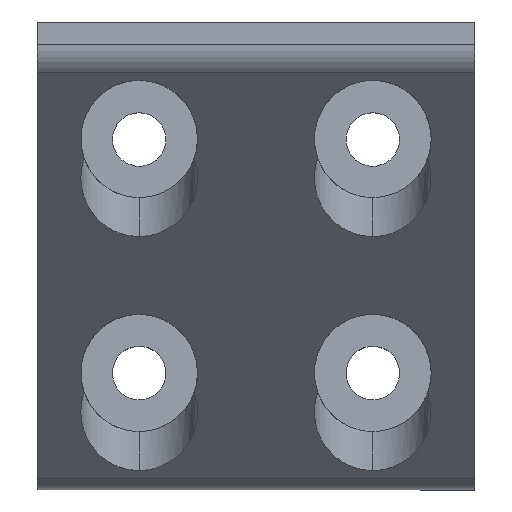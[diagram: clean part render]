
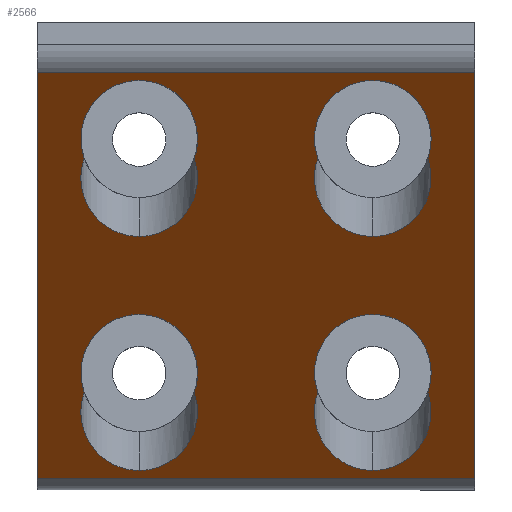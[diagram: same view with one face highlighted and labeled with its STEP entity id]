
A CAD part, top view. The second image highlights one B-rep face of the part: STEP entity #2566.
In plain terms, the highlighted planar face has unit normal (0, -0.707, 0.707).
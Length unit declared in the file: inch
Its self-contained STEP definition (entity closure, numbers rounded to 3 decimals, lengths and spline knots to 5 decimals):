
#481=CARTESIAN_POINT('',(0.75,-1.875,1.375));
#482=VERTEX_POINT('',#481);
#489=CARTESIAN_POINT('',(0.39645,-2.375,0.875));
#490=VERTEX_POINT('',#489);
#491=CARTESIAN_POINT('',(0.75,-2.25,1.));
#492=DIRECTION('',(0.,0.707,-0.707));
#493=DIRECTION('',(0.,0.707,0.707));
#494=AXIS2_PLACEMENT_3D('',#491,#492,#493);
#495=ELLIPSE('',#494,0.53033,0.375);
#496=EDGE_CURVE('',#490,#482,#495,.T.);
#516=CARTESIAN_POINT('',(0.75,-1.375,1.875));
#517=VERTEX_POINT('',#516);
#533=CARTESIAN_POINT('',(0.39645,-0.875,2.375));
#534=VERTEX_POINT('',#533);
#542=CARTESIAN_POINT('',(0.75,-1.0,2.25));
#543=DIRECTION('',(0.,0.707,-0.707));
#544=DIRECTION('',(0.,0.707,0.707));
#545=AXIS2_PLACEMENT_3D('',#542,#543,#544);
#546=ELLIPSE('',#545,0.53033,0.375);
#547=EDGE_CURVE('',#517,#534,#546,.T.);
#665=CARTESIAN_POINT('',(0.75,-2.875,0.375));
#666=VERTEX_POINT('',#665);
#675=CARTESIAN_POINT('',(0.75,-2.5,0.75));
#676=DIRECTION('',(0.,0.707,-0.707));
#677=DIRECTION('',(0.,0.707,0.707));
#678=AXIS2_PLACEMENT_3D('',#675,#676,#677);
#679=ELLIPSE('',#678,0.53033,0.375);
#680=EDGE_CURVE('',#666,#490,#679,.T.);
#690=CARTESIAN_POINT('',(0.75,-0.375,2.875));
#691=VERTEX_POINT('',#690);
#698=CARTESIAN_POINT('',(0.75,-0.75,2.5));
#699=DIRECTION('',(0.,0.707,-0.707));
#700=DIRECTION('',(0.,0.707,0.707));
#701=AXIS2_PLACEMENT_3D('',#698,#699,#700);
#702=ELLIPSE('',#701,0.53033,0.375);
#703=EDGE_CURVE('',#534,#691,#702,.T.);
#1028=CARTESIAN_POINT('',(-0.75,-1.875,1.375));
#1029=VERTEX_POINT('',#1028);
#1036=CARTESIAN_POINT('',(-1.10355,-2.375,0.875));
#1037=VERTEX_POINT('',#1036);
#1038=CARTESIAN_POINT('',(-0.75,-2.25,1.));
#1039=DIRECTION('',(0.,0.707,-0.707));
#1040=DIRECTION('',(0.,0.707,0.707));
#1041=AXIS2_PLACEMENT_3D('',#1038,#1039,#1040);
#1042=ELLIPSE('',#1041,0.53033,0.375);
#1043=EDGE_CURVE('',#1037,#1029,#1042,.T.);
#1063=CARTESIAN_POINT('',(-0.75,-1.375,1.875));
#1064=VERTEX_POINT('',#1063);
#1080=CARTESIAN_POINT('',(-1.10355,-0.875,2.375));
#1081=VERTEX_POINT('',#1080);
#1089=CARTESIAN_POINT('',(-0.75,-1.0,2.25));
#1090=DIRECTION('',(0.,0.707,-0.707));
#1091=DIRECTION('',(0.,0.707,0.707));
#1092=AXIS2_PLACEMENT_3D('',#1089,#1090,#1091);
#1093=ELLIPSE('',#1092,0.53033,0.375);
#1094=EDGE_CURVE('',#1064,#1081,#1093,.T.);
#1212=CARTESIAN_POINT('',(-0.75,-2.875,0.375));
#1213=VERTEX_POINT('',#1212);
#1222=CARTESIAN_POINT('',(-0.75,-2.5,0.75));
#1223=DIRECTION('',(0.,0.707,-0.707));
#1224=DIRECTION('',(0.,0.707,0.707));
#1225=AXIS2_PLACEMENT_3D('',#1222,#1223,#1224);
#1226=ELLIPSE('',#1225,0.53033,0.375);
#1227=EDGE_CURVE('',#1213,#1037,#1226,.T.);
#1237=CARTESIAN_POINT('',(-0.75,-0.375,2.875));
#1238=VERTEX_POINT('',#1237);
#1245=CARTESIAN_POINT('',(-0.75,-0.75,2.5));
#1246=DIRECTION('',(0.,0.707,-0.707));
#1247=DIRECTION('',(0.,0.707,0.707));
#1248=AXIS2_PLACEMENT_3D('',#1245,#1246,#1247);
#1249=ELLIPSE('',#1248,0.53033,0.375);
#1250=EDGE_CURVE('',#1081,#1238,#1249,.T.);
#1329=CARTESIAN_POINT('',(-0.39645,-0.875,2.375));
#1330=VERTEX_POINT('',#1329);
#1338=CARTESIAN_POINT('',(-0.75,-0.75,2.5));
#1339=DIRECTION('',(0.,0.707,-0.707));
#1340=DIRECTION('',(0.,0.707,0.707));
#1341=AXIS2_PLACEMENT_3D('',#1338,#1339,#1340);
#1342=ELLIPSE('',#1341,0.53033,0.375);
#1343=EDGE_CURVE('',#1238,#1330,#1342,.T.);
#1354=CARTESIAN_POINT('',(-0.39645,-2.375,0.875));
#1355=VERTEX_POINT('',#1354);
#1356=CARTESIAN_POINT('',(-0.75,-2.5,0.75));
#1357=DIRECTION('',(0.,0.707,-0.707));
#1358=DIRECTION('',(0.,0.707,0.707));
#1359=AXIS2_PLACEMENT_3D('',#1356,#1357,#1358);
#1360=ELLIPSE('',#1359,0.53033,0.375);
#1361=EDGE_CURVE('',#1355,#1213,#1360,.T.);
#1455=CARTESIAN_POINT('',(-0.75,-1.0,2.25));
#1456=DIRECTION('',(0.,0.707,-0.707));
#1457=DIRECTION('',(0.,0.707,0.707));
#1458=AXIS2_PLACEMENT_3D('',#1455,#1456,#1457);
#1459=ELLIPSE('',#1458,0.53033,0.375);
#1460=EDGE_CURVE('',#1330,#1064,#1459,.T.);
#1481=CARTESIAN_POINT('',(-0.75,-2.25,1.));
#1482=DIRECTION('',(0.,0.707,-0.707));
#1483=DIRECTION('',(0.,0.707,0.707));
#1484=AXIS2_PLACEMENT_3D('',#1481,#1482,#1483);
#1485=ELLIPSE('',#1484,0.53033,0.375);
#1486=EDGE_CURVE('',#1029,#1355,#1485,.T.);
#1707=CARTESIAN_POINT('',(-1.405,-0.32322,2.92678));
#1708=VERTEX_POINT('',#1707);
#1748=CARTESIAN_POINT('',(-1.405,-2.92678,0.32322));
#1749=VERTEX_POINT('',#1748);
#1757=CARTESIAN_POINT('',(-1.405,-0.32322,2.92678));
#1758=DIRECTION('',(0.,-0.707,-0.707));
#1759=VECTOR('',#1758,3.68198);
#1760=LINE('',#1757,#1759);
#1761=EDGE_CURVE('',#1708,#1749,#1760,.T.);
#1847=CARTESIAN_POINT('',(1.10355,-0.875,2.375));
#1848=VERTEX_POINT('',#1847);
#1856=CARTESIAN_POINT('',(0.75,-0.75,2.5));
#1857=DIRECTION('',(0.,0.707,-0.707));
#1858=DIRECTION('',(0.,0.707,0.707));
#1859=AXIS2_PLACEMENT_3D('',#1856,#1857,#1858);
#1860=ELLIPSE('',#1859,0.53033,0.375);
#1861=EDGE_CURVE('',#691,#1848,#1860,.T.);
#1872=CARTESIAN_POINT('',(1.10355,-2.375,0.875));
#1873=VERTEX_POINT('',#1872);
#1874=CARTESIAN_POINT('',(0.75,-2.5,0.75));
#1875=DIRECTION('',(0.,0.707,-0.707));
#1876=DIRECTION('',(0.,0.707,0.707));
#1877=AXIS2_PLACEMENT_3D('',#1874,#1875,#1876);
#1878=ELLIPSE('',#1877,0.53033,0.375);
#1879=EDGE_CURVE('',#1873,#666,#1878,.T.);
#1973=CARTESIAN_POINT('',(0.75,-1.0,2.25));
#1974=DIRECTION('',(0.,0.707,-0.707));
#1975=DIRECTION('',(0.,0.707,0.707));
#1976=AXIS2_PLACEMENT_3D('',#1973,#1974,#1975);
#1977=ELLIPSE('',#1976,0.53033,0.375);
#1978=EDGE_CURVE('',#1848,#517,#1977,.T.);
#1999=CARTESIAN_POINT('',(0.75,-2.25,1.));
#2000=DIRECTION('',(0.,0.707,-0.707));
#2001=DIRECTION('',(0.,0.707,0.707));
#2002=AXIS2_PLACEMENT_3D('',#1999,#2000,#2001);
#2003=ELLIPSE('',#2002,0.53033,0.375);
#2004=EDGE_CURVE('',#482,#1873,#2003,.T.);
#2339=CARTESIAN_POINT('',(1.405,-0.32322,2.92678));
#2340=VERTEX_POINT('',#2339);
#2348=CARTESIAN_POINT('',(1.405,-2.92678,0.32322));
#2349=VERTEX_POINT('',#2348);
#2350=CARTESIAN_POINT('',(1.405,-2.92678,0.32322));
#2351=DIRECTION('',(0.,0.707,0.707));
#2352=VECTOR('',#2351,3.68198);
#2353=LINE('',#2350,#2352);
#2354=EDGE_CURVE('',#2349,#2340,#2353,.T.);
#2514=CARTESIAN_POINT('',(-1.405,-2.92678,0.32322));
#2515=DIRECTION('',(1.0,0.0,0.0));
#2516=VECTOR('',#2515,2.81);
#2517=LINE('',#2514,#2516);
#2518=EDGE_CURVE('',#1749,#2349,#2517,.T.);
#2526=CARTESIAN_POINT('',(0.095,-2.92678,0.32322));
#2527=DIRECTION('',(0.,-0.707,0.707));
#2528=DIRECTION('',(0.,0.707,0.707));
#2529=AXIS2_PLACEMENT_3D('',#2526,#2527,#2528);
#2530=PLANE('',#2529);
#2531=CARTESIAN_POINT('',(-1.405,-0.32322,2.92678));
#2532=DIRECTION('',(1.0,0.0,0.0));
#2533=VECTOR('',#2532,2.81);
#2534=LINE('',#2531,#2533);
#2535=EDGE_CURVE('',#1708,#2340,#2534,.T.);
#2536=ORIENTED_EDGE('',*,*,#2535,.F.);
#2537=ORIENTED_EDGE('',*,*,#1761,.T.);
#2538=ORIENTED_EDGE('',*,*,#2518,.T.);
#2539=ORIENTED_EDGE('',*,*,#2354,.T.);
#2540=EDGE_LOOP('',(#2536,#2537,#2538,#2539));
#2541=FACE_OUTER_BOUND('',#2540,.T.);
#2542=ORIENTED_EDGE('',*,*,#1043,.T.);
#2543=ORIENTED_EDGE('',*,*,#1486,.T.);
#2544=ORIENTED_EDGE('',*,*,#1361,.T.);
#2545=ORIENTED_EDGE('',*,*,#1227,.T.);
#2546=EDGE_LOOP('',(#2542,#2543,#2544,#2545));
#2547=FACE_BOUND('',#2546,.T.);
#2548=ORIENTED_EDGE('',*,*,#1460,.T.);
#2549=ORIENTED_EDGE('',*,*,#1094,.T.);
#2550=ORIENTED_EDGE('',*,*,#1250,.T.);
#2551=ORIENTED_EDGE('',*,*,#1343,.T.);
#2552=EDGE_LOOP('',(#2548,#2549,#2550,#2551));
#2553=FACE_BOUND('',#2552,.T.);
#2554=ORIENTED_EDGE('',*,*,#1978,.T.);
#2555=ORIENTED_EDGE('',*,*,#547,.T.);
#2556=ORIENTED_EDGE('',*,*,#703,.T.);
#2557=ORIENTED_EDGE('',*,*,#1861,.T.);
#2558=EDGE_LOOP('',(#2554,#2555,#2556,#2557));
#2559=FACE_BOUND('',#2558,.T.);
#2560=ORIENTED_EDGE('',*,*,#496,.T.);
#2561=ORIENTED_EDGE('',*,*,#2004,.T.);
#2562=ORIENTED_EDGE('',*,*,#1879,.T.);
#2563=ORIENTED_EDGE('',*,*,#680,.T.);
#2564=EDGE_LOOP('',(#2560,#2561,#2562,#2563));
#2565=FACE_BOUND('',#2564,.T.);
#2566=ADVANCED_FACE('',(#2541,#2547,#2553,#2559,#2565),#2530,.T.);
